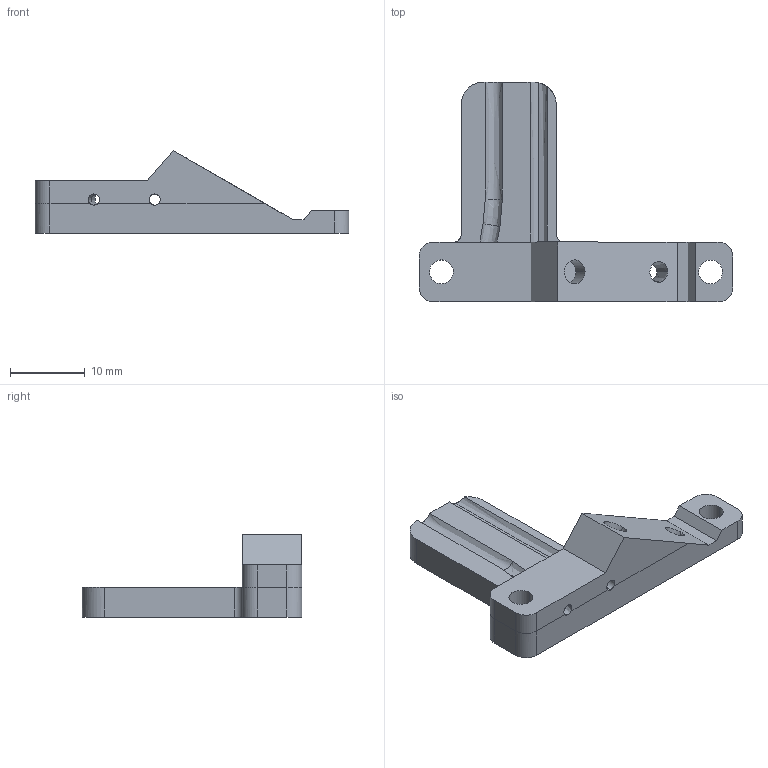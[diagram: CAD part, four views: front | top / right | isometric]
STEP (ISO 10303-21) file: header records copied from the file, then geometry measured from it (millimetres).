
FILE_DESCRIPTION(/* description */ (''),/* implementation_level */ '2;1');
FILE_NAME(/* name */ 'CableHolder',/* time_stamp */ '2020-10-16T14:08:42-07:00',/* author */ (''),/* organization */ (''),/* preprocessor_version */ 'ST-DEVELOPER v15',/* originating_system */ '',/* authorisation */ '');
FILE_SCHEMA (('AUTOMOTIVE_DESIGN'));
Length unit declared in the file: millimetre
Products named in the file (1): Document
Bounding box: 42 x 29.4 x 11.03 mm (x, y, z)
Volume: 2889.4 mm3; surface area: 2225.6 mm2
Topology: 1 solids, 1 shells, 53 faces, 148 edges, 96 vertices
Faces by surface type: bspline 39, plane 14
Entity records: 1863 total; most frequent: CARTESIAN_POINT 1053, ORIENTED_EDGE 296, EDGE_CURVE 148, VERTEX_POINT 96, EDGE_LOOP 62, ADVANCED_FACE 53, FACE_OUTER_BOUND 53, B_SPLINE_CURVE_WITH_KNOTS 26
